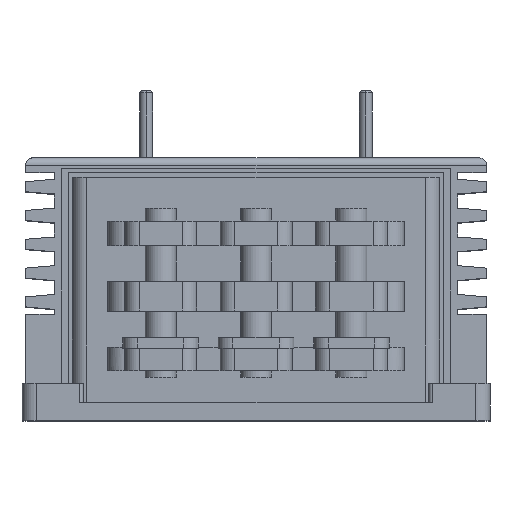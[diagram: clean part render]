
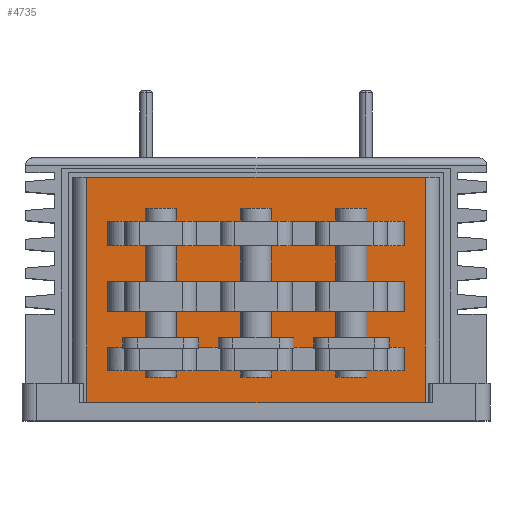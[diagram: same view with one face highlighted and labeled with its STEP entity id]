
A CAD part, top view. The second image highlights one B-rep face of the part: STEP entity #4735.
In plain terms, the highlighted planar face has unit normal (0, 0, 1).
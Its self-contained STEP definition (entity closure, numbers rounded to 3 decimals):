
#906 = VECTOR ( 'NONE', #3749, 1000. ) ;
#974 = VECTOR ( 'NONE', #29054, 1000. ) ;
#1086 = DIRECTION ( 'NONE',  ( 1., 0., 0. ) ) ;
#1679 = ORIENTED_EDGE ( 'NONE', *, *, #7248, .F. ) ;
#1732 = CARTESIAN_POINT ( 'NONE',  ( 44.452, 15.578, 19.03 ) ) ;
#1736 = EDGE_LOOP ( 'NONE', ( #14831, #31776, #15315, #25300 ) ) ;
#1854 = CARTESIAN_POINT ( 'NONE',  ( 0.352, -11.322, 19.03 ) ) ;
#2230 = DIRECTION ( 'NONE',  ( -1., 0., 0. ) ) ;
#2378 = VERTEX_POINT ( 'NONE', #19711 ) ;
#2829 = LINE ( 'NONE', #26404, #28868 ) ;
#3380 = VECTOR ( 'NONE', #17133, 1000. ) ;
#3441 = CARTESIAN_POINT ( 'NONE',  ( 0.352, 1.078, 19.03 ) ) ;
#3749 = DIRECTION ( 'NONE',  ( 1., 0., 0. ) ) ;
#4165 = LINE ( 'NONE', #32288, #3380 ) ;
#4243 = LINE ( 'NONE', #21235, #10169 ) ;
#4569 = EDGE_CURVE ( 'NONE', #27703, #15463, #4243, .T. ) ;
#4735 = ADVANCED_FACE ( 'NONE', ( #18019, #5423, #31484, #11323 ), #9747, .F. ) ;
#5110 = VERTEX_POINT ( 'NONE', #1854 ) ;
#5292 = VECTOR ( 'NONE', #7597, 1000. ) ;
#5423 = FACE_OUTER_BOUND ( 'NONE', #12992, .T. ) ;
#5445 = VERTEX_POINT ( 'NONE', #7851 ) ;
#5630 = VERTEX_POINT ( 'NONE', #8495 ) ;
#5648 = EDGE_CURVE ( 'NONE', #31079, #12735, #12879, .T. ) ;
#6139 = VECTOR ( 'NONE', #16092, 1000. ) ;
#6157 = CARTESIAN_POINT ( 'NONE',  ( 0.352, 9.478, 19.03 ) ) ;
#6803 = EDGE_CURVE ( 'NONE', #5445, #15257, #27047, .T. ) ;
#6928 = CARTESIAN_POINT ( 'NONE',  ( 41.552, -8.022, 19.03 ) ) ;
#7207 = CARTESIAN_POINT ( 'NONE',  ( 41.552, 9.478, 19.03 ) ) ;
#7248 = EDGE_CURVE ( 'NONE', #20512, #5630, #7702, .T. ) ;
#7597 = DIRECTION ( 'NONE',  ( 1., 0., 0. ) ) ;
#7702 = LINE ( 'NONE', #16366, #974 ) ;
#7851 = CARTESIAN_POINT ( 'NONE',  ( 41.552, -11.322, 19.03 ) ) ;
#8358 = EDGE_LOOP ( 'NONE', ( #17326, #16643, #26750, #12238 ) ) ;
#8495 = CARTESIAN_POINT ( 'NONE',  ( 41.552, -3.022, 19.03 ) ) ;
#8716 = LINE ( 'NONE', #18615, #19718 ) ;
#9437 = CARTESIAN_POINT ( 'NONE',  ( 44.452, -16.222, 19.03 ) ) ;
#9747 = PLANE ( 'NONE',  #21809 ) ;
#9811 = ORIENTED_EDGE ( 'NONE', *, *, #19395, .F. ) ;
#10169 = VECTOR ( 'NONE', #1086, 1000. ) ;
#10910 = DIRECTION ( 'NONE',  ( -1., 0., 0. ) ) ;
#11323 = FACE_BOUND ( 'NONE', #1736, .T. ) ;
#12013 = LINE ( 'NONE', #25093, #5292 ) ;
#12238 = ORIENTED_EDGE ( 'NONE', *, *, #31932, .F. ) ;
#12376 = EDGE_CURVE ( 'NONE', #2378, #27703, #19747, .T. ) ;
#12699 = DIRECTION ( 'NONE',  ( 0., -1., 0. ) ) ;
#12735 = VERTEX_POINT ( 'NONE', #24321 ) ;
#12879 = LINE ( 'NONE', #23466, #6139 ) ;
#12992 = EDGE_LOOP ( 'NONE', ( #15863, #18505, #18749, #31196 ) ) ;
#13338 = EDGE_CURVE ( 'NONE', #5630, #31189, #31573, .T. ) ;
#13839 = DIRECTION ( 'NONE',  ( -1., 0., 0. ) ) ;
#14314 = LINE ( 'NONE', #21393, #906 ) ;
#14709 = CARTESIAN_POINT ( 'NONE',  ( 20.952, -16.222, 19.03 ) ) ;
#14831 = ORIENTED_EDGE ( 'NONE', *, *, #20734, .F. ) ;
#15257 = VERTEX_POINT ( 'NONE', #26297 ) ;
#15315 = ORIENTED_EDGE ( 'NONE', *, *, #6803, .F. ) ;
#15463 = VERTEX_POINT ( 'NONE', #9437 ) ;
#15863 = ORIENTED_EDGE ( 'NONE', *, *, #16738, .T. ) ;
#15873 = CARTESIAN_POINT ( 'NONE',  ( 41.552, 9.478, 19.03 ) ) ;
#15881 = CARTESIAN_POINT ( 'NONE',  ( -4.548, 15.578, 19.03 ) ) ;
#16092 = DIRECTION ( 'NONE',  ( 0., -1., 0. ) ) ;
#16197 = VERTEX_POINT ( 'NONE', #25722 ) ;
#16366 = CARTESIAN_POINT ( 'NONE',  ( 0.352, -3.022, 19.03 ) ) ;
#16620 = CARTESIAN_POINT ( 'NONE',  ( 41.552, 1.078, 19.03 ) ) ;
#16643 = ORIENTED_EDGE ( 'NONE', *, *, #27229, .F. ) ;
#16738 = EDGE_CURVE ( 'NONE', #26507, #2378, #27451, .T. ) ;
#17133 = DIRECTION ( 'NONE',  ( 0., 1., 0. ) ) ;
#17326 = ORIENTED_EDGE ( 'NONE', *, *, #5648, .F. ) ;
#17330 = DIRECTION ( 'NONE',  ( 0., 0., -1. ) ) ;
#17391 = CARTESIAN_POINT ( 'NONE',  ( 0.352, -8.022, 19.03 ) ) ;
#17521 = DIRECTION ( 'NONE',  ( 0., 1., 0. ) ) ;
#17739 = LINE ( 'NONE', #17391, #31195 ) ;
#17866 = LINE ( 'NONE', #7207, #26169 ) ;
#18019 = FACE_BOUND ( 'NONE', #20718, .T. ) ;
#18262 = EDGE_CURVE ( 'NONE', #5110, #5445, #12013, .T. ) ;
#18505 = ORIENTED_EDGE ( 'NONE', *, *, #12376, .T. ) ;
#18560 = DIRECTION ( 'NONE',  ( -1., 0., 0. ) ) ;
#18615 = CARTESIAN_POINT ( 'NONE',  ( 0.352, 1.078, 19.03 ) ) ;
#18749 = ORIENTED_EDGE ( 'NONE', *, *, #4569, .T. ) ;
#18979 = ORIENTED_EDGE ( 'NONE', *, *, #13338, .F. ) ;
#19395 = EDGE_CURVE ( 'NONE', #31189, #29051, #28900, .T. ) ;
#19474 = DIRECTION ( 'NONE',  ( 0., 1., 0. ) ) ;
#19614 = EDGE_CURVE ( 'NONE', #15257, #16197, #21761, .T. ) ;
#19711 = CARTESIAN_POINT ( 'NONE',  ( -2.548, 15.578, 19.03 ) ) ;
#19718 = VECTOR ( 'NONE', #28786, 1000. ) ;
#19747 = LINE ( 'NONE', #30341, #26484 ) ;
#20078 = CARTESIAN_POINT ( 'NONE',  ( 41.552, 6.078, 19.03 ) ) ;
#20408 = EDGE_CURVE ( 'NONE', #29051, #20512, #8716, .T. ) ;
#20512 = VERTEX_POINT ( 'NONE', #29109 ) ;
#20718 = EDGE_LOOP ( 'NONE', ( #25441, #9811, #18979, #1679 ) ) ;
#20722 = VECTOR ( 'NONE', #10910, 1000. ) ;
#20734 = EDGE_CURVE ( 'NONE', #16197, #5110, #17739, .T. ) ;
#21235 = CARTESIAN_POINT ( 'NONE',  ( -4.548, -16.222, 19.03 ) ) ;
#21393 = CARTESIAN_POINT ( 'NONE',  ( 0.352, 6.078, 19.03 ) ) ;
#21761 = LINE ( 'NONE', #27637, #27706 ) ;
#21809 = AXIS2_PLACEMENT_3D ( 'NONE', #14709, #17330, #2230 ) ;
#22543 = DIRECTION ( 'NONE',  ( -1., 0., 0. ) ) ;
#23466 = CARTESIAN_POINT ( 'NONE',  ( 0.352, 9.478, 19.03 ) ) ;
#23535 = CARTESIAN_POINT ( 'NONE',  ( 0.352, 1.078, 19.03 ) ) ;
#24321 = CARTESIAN_POINT ( 'NONE',  ( 0.352, 6.078, 19.03 ) ) ;
#24465 = EDGE_CURVE ( 'NONE', #15463, #26507, #4165, .T. ) ;
#24821 = DIRECTION ( 'NONE',  ( 0., 1., 0. ) ) ;
#24822 = VECTOR ( 'NONE', #17521, 1000. ) ;
#25023 = CARTESIAN_POINT ( 'NONE',  ( 41.552, 1.078, 19.03 ) ) ;
#25093 = CARTESIAN_POINT ( 'NONE',  ( 0.352, -11.322, 19.03 ) ) ;
#25300 = ORIENTED_EDGE ( 'NONE', *, *, #18262, .F. ) ;
#25441 = ORIENTED_EDGE ( 'NONE', *, *, #20408, .F. ) ;
#25722 = CARTESIAN_POINT ( 'NONE',  ( 0.352, -8.022, 19.03 ) ) ;
#26169 = VECTOR ( 'NONE', #24821, 1000. ) ;
#26244 = VECTOR ( 'NONE', #19474, 1000. ) ;
#26297 = CARTESIAN_POINT ( 'NONE',  ( 41.552, -8.022, 19.03 ) ) ;
#26404 = CARTESIAN_POINT ( 'NONE',  ( 0.352, 9.478, 19.03 ) ) ;
#26484 = VECTOR ( 'NONE', #12699, 1000. ) ;
#26507 = VERTEX_POINT ( 'NONE', #1732 ) ;
#26750 = ORIENTED_EDGE ( 'NONE', *, *, #31490, .F. ) ;
#27047 = LINE ( 'NONE', #6928, #26244 ) ;
#27229 = EDGE_CURVE ( 'NONE', #30980, #31079, #2829, .T. ) ;
#27327 = VECTOR ( 'NONE', #18560, 1000. ) ;
#27444 = DIRECTION ( 'NONE',  ( 0., -1., 0. ) ) ;
#27451 = LINE ( 'NONE', #15881, #20722 ) ;
#27637 = CARTESIAN_POINT ( 'NONE',  ( 0.352, -8.022, 19.03 ) ) ;
#27703 = VERTEX_POINT ( 'NONE', #29790 ) ;
#27706 = VECTOR ( 'NONE', #22543, 1000. ) ;
#28786 = DIRECTION ( 'NONE',  ( 0., -1., 0. ) ) ;
#28801 = VERTEX_POINT ( 'NONE', #20078 ) ;
#28868 = VECTOR ( 'NONE', #13839, 1000. ) ;
#28900 = LINE ( 'NONE', #23535, #27327 ) ;
#29051 = VERTEX_POINT ( 'NONE', #3441 ) ;
#29054 = DIRECTION ( 'NONE',  ( 1., 0., 0. ) ) ;
#29109 = CARTESIAN_POINT ( 'NONE',  ( 0.352, -3.022, 19.03 ) ) ;
#29790 = CARTESIAN_POINT ( 'NONE',  ( -2.548, -16.222, 19.03 ) ) ;
#30341 = CARTESIAN_POINT ( 'NONE',  ( -2.548, -16.222, 19.03 ) ) ;
#30980 = VERTEX_POINT ( 'NONE', #15873 ) ;
#31079 = VERTEX_POINT ( 'NONE', #6157 ) ;
#31189 = VERTEX_POINT ( 'NONE', #16620 ) ;
#31195 = VECTOR ( 'NONE', #27444, 1000. ) ;
#31196 = ORIENTED_EDGE ( 'NONE', *, *, #24465, .T. ) ;
#31484 = FACE_BOUND ( 'NONE', #8358, .T. ) ;
#31490 = EDGE_CURVE ( 'NONE', #28801, #30980, #17866, .T. ) ;
#31573 = LINE ( 'NONE', #25023, #24822 ) ;
#31776 = ORIENTED_EDGE ( 'NONE', *, *, #19614, .F. ) ;
#31932 = EDGE_CURVE ( 'NONE', #12735, #28801, #14314, .T. ) ;
#32288 = CARTESIAN_POINT ( 'NONE',  ( 44.452, -16.222, 19.03 ) ) ;
